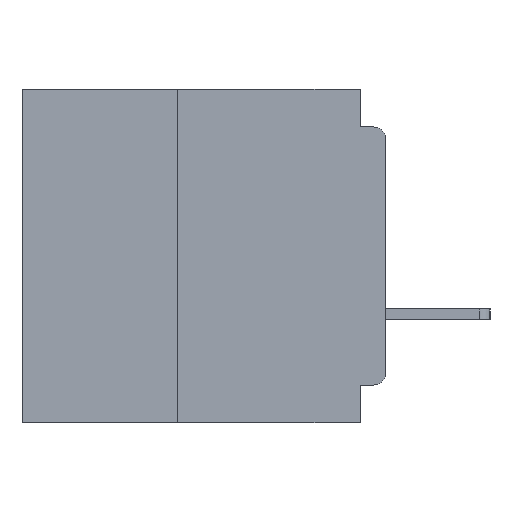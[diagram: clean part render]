
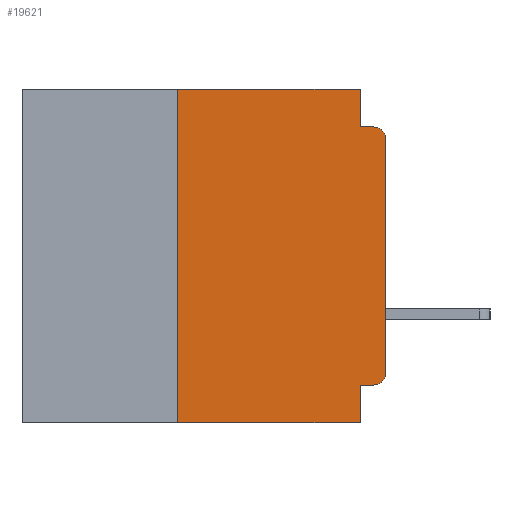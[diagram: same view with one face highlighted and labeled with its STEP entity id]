
A CAD part, left-side view. The second image highlights one B-rep face of the part: STEP entity #19621.
In plain terms, the highlighted planar face has unit normal (-1, 0, 0).
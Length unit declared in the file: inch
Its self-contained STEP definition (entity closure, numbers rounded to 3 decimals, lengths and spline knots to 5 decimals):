
#317 = AXIS2_PLACEMENT_3D ( 'NONE', #18646, #1288, #21491 ) ;
#878 = PLANE ( 'NONE',  #7053 ) ;
#1288 = DIRECTION ( 'NONE',  ( -1., 0., 0. ) ) ;
#1551 = ORIENTED_EDGE ( 'NONE', *, *, #25779, .T. ) ;
#2113 = VERTEX_POINT ( 'NONE', #8613 ) ;
#3406 = VECTOR ( 'NONE', #15405, 39.37008 ) ;
#3460 = VERTEX_POINT ( 'NONE', #6324 ) ;
#3513 = VERTEX_POINT ( 'NONE', #6580 ) ;
#3755 = CARTESIAN_POINT ( 'NONE',  ( 0., 0.031, -0.355 ) ) ;
#3807 = DIRECTION ( 'NONE',  ( 1., 0., 0. ) ) ;
#3923 = CIRCLE ( 'NONE', #317, 0.015 ) ;
#4030 = DIRECTION ( 'NONE',  ( 0., 0., -1. ) ) ;
#4195 = CARTESIAN_POINT ( 'NONE',  ( 0., 0.015, -0.355 ) ) ;
#4252 = EDGE_CURVE ( 'NONE', #11661, #11467, #14605, .T. ) ;
#4412 = LINE ( 'NONE', #34455, #26480 ) ;
#4473 = CARTESIAN_POINT ( 'NONE',  ( 0., 0., -0.355 ) ) ;
#6055 = EDGE_CURVE ( 'NONE', #31925, #2113, #20285, .T. ) ;
#6324 = CARTESIAN_POINT ( 'NONE',  ( 0., 0.25, -0.4 ) ) ;
#6580 = CARTESIAN_POINT ( 'NONE',  ( 0., 0.031, -0.4 ) ) ;
#6998 = CARTESIAN_POINT ( 'NONE',  ( 0., 0.031, 0. ) ) ;
#7053 = AXIS2_PLACEMENT_3D ( 'NONE', #21128, #3807, #23952 ) ;
#7415 = DIRECTION ( 'NONE',  ( -1., 0., 0. ) ) ;
#7893 = EDGE_CURVE ( 'NONE', #2113, #11467, #25914, .T. ) ;
#8613 = CARTESIAN_POINT ( 'NONE',  ( 0., 0.031, -0.045 ) ) ;
#9134 = EDGE_CURVE ( 'NONE', #24385, #11661, #9253, .T. ) ;
#9170 = EDGE_CURVE ( 'NONE', #3460, #30209, #36148, .T. ) ;
#9253 = LINE ( 'NONE', #23038, #14209 ) ;
#9305 = LINE ( 'NONE', #29833, #34005 ) ;
#10981 = EDGE_CURVE ( 'NONE', #34729, #3513, #27305, .T. ) ;
#11467 = VERTEX_POINT ( 'NONE', #23187 ) ;
#11589 = VECTOR ( 'NONE', #14675, 39.37008 ) ;
#11661 = VERTEX_POINT ( 'NONE', #24172 ) ;
#12200 = CARTESIAN_POINT ( 'NONE',  ( 0., 0., -0.34 ) ) ;
#12630 = VECTOR ( 'NONE', #4030, 39.37008 ) ;
#12669 = DIRECTION ( 'NONE',  ( 0., -1., 0. ) ) ;
#13074 = ORIENTED_EDGE ( 'NONE', *, *, #7893, .F. ) ;
#14022 = ORIENTED_EDGE ( 'NONE', *, *, #6055, .F. ) ;
#14115 = FACE_OUTER_BOUND ( 'NONE', #34439, .T. ) ;
#14209 = VECTOR ( 'NONE', #25931, 39.37008 ) ;
#14605 = CIRCLE ( 'NONE', #29301, 0.015 ) ;
#14675 = DIRECTION ( 'NONE',  ( 0., -1., 0. ) ) ;
#15405 = DIRECTION ( 'NONE',  ( 0., 0., -1. ) ) ;
#17495 = LINE ( 'NONE', #4473, #32730 ) ;
#17853 = ORIENTED_EDGE ( 'NONE', *, *, #9134, .T. ) ;
#17905 = VERTEX_POINT ( 'NONE', #4195 ) ;
#18646 = CARTESIAN_POINT ( 'NONE',  ( 0., 0.015, -0.34 ) ) ;
#19621 = ADVANCED_FACE ( 'NONE', ( #14115 ), #878, .F. ) ;
#20285 = LINE ( 'NONE', #6998, #12630 ) ;
#21128 = CARTESIAN_POINT ( 'NONE',  ( 0., 0.437, 0. ) ) ;
#21186 = ORIENTED_EDGE ( 'NONE', *, *, #29946, .F. ) ;
#21491 = DIRECTION ( 'NONE',  ( 0., 0., -1. ) ) ;
#21782 = VECTOR ( 'NONE', #26072, 39.37008 ) ;
#23038 = CARTESIAN_POINT ( 'NONE',  ( 0., 0., 0. ) ) ;
#23156 = CARTESIAN_POINT ( 'NONE',  ( 0., 0.25, -0.4 ) ) ;
#23187 = CARTESIAN_POINT ( 'NONE',  ( 0., 0.015, -0.045 ) ) ;
#23952 = DIRECTION ( 'NONE',  ( 0., 0., -1. ) ) ;
#23965 = CARTESIAN_POINT ( 'NONE',  ( 0., 0.031, -0.4 ) ) ;
#24172 = CARTESIAN_POINT ( 'NONE',  ( 0., 0., -0.06 ) ) ;
#24385 = VERTEX_POINT ( 'NONE', #12200 ) ;
#24453 = EDGE_CURVE ( 'NONE', #30209, #31925, #4412, .T. ) ;
#24586 = CARTESIAN_POINT ( 'NONE',  ( 0., 0.015, -0.06 ) ) ;
#24597 = DIRECTION ( 'NONE',  ( 0., 1., 0. ) ) ;
#24722 = EDGE_CURVE ( 'NONE', #17905, #24385, #3923, .T. ) ;
#25779 = EDGE_CURVE ( 'NONE', #3460, #3513, #9305, .T. ) ;
#25914 = LINE ( 'NONE', #31844, #11589 ) ;
#25931 = DIRECTION ( 'NONE',  ( 0., 0., 1. ) ) ;
#26072 = DIRECTION ( 'NONE',  ( 0., 0., 1. ) ) ;
#26187 = ORIENTED_EDGE ( 'NONE', *, *, #24722, .T. ) ;
#26480 = VECTOR ( 'NONE', #31727, 39.37008 ) ;
#27305 = LINE ( 'NONE', #23965, #3406 ) ;
#27493 = DIRECTION ( 'NONE',  ( 0., 0., -1. ) ) ;
#29301 = AXIS2_PLACEMENT_3D ( 'NONE', #24586, #7415, #27493 ) ;
#29833 = CARTESIAN_POINT ( 'NONE',  ( 0., 0.437, -0.4 ) ) ;
#29946 = EDGE_CURVE ( 'NONE', #17905, #34729, #17495, .T. ) ;
#30209 = VERTEX_POINT ( 'NONE', #36902 ) ;
#31421 = ORIENTED_EDGE ( 'NONE', *, *, #24453, .F. ) ;
#31698 = ORIENTED_EDGE ( 'NONE', *, *, #4252, .T. ) ;
#31727 = DIRECTION ( 'NONE',  ( 0., -1., 0. ) ) ;
#31844 = CARTESIAN_POINT ( 'NONE',  ( 0., 0., -0.045 ) ) ;
#31925 = VERTEX_POINT ( 'NONE', #33174 ) ;
#32730 = VECTOR ( 'NONE', #24597, 39.37008 ) ;
#33174 = CARTESIAN_POINT ( 'NONE',  ( 0., 0.031, 0. ) ) ;
#34005 = VECTOR ( 'NONE', #12669, 39.37008 ) ;
#34439 = EDGE_LOOP ( 'NONE', ( #17853, #31698, #13074, #14022, #31421, #34753, #1551, #36462, #21186, #26187 ) ) ;
#34455 = CARTESIAN_POINT ( 'NONE',  ( 0., 0.437, 0. ) ) ;
#34729 = VERTEX_POINT ( 'NONE', #3755 ) ;
#34753 = ORIENTED_EDGE ( 'NONE', *, *, #9170, .F. ) ;
#36148 = LINE ( 'NONE', #23156, #21782 ) ;
#36462 = ORIENTED_EDGE ( 'NONE', *, *, #10981, .F. ) ;
#36902 = CARTESIAN_POINT ( 'NONE',  ( 0., 0.25, 0. ) ) ;
